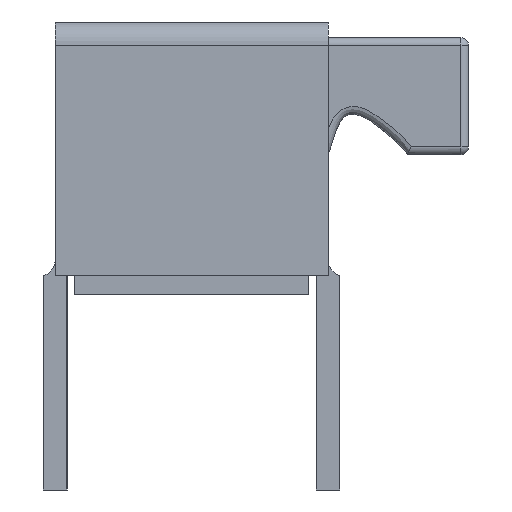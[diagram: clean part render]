
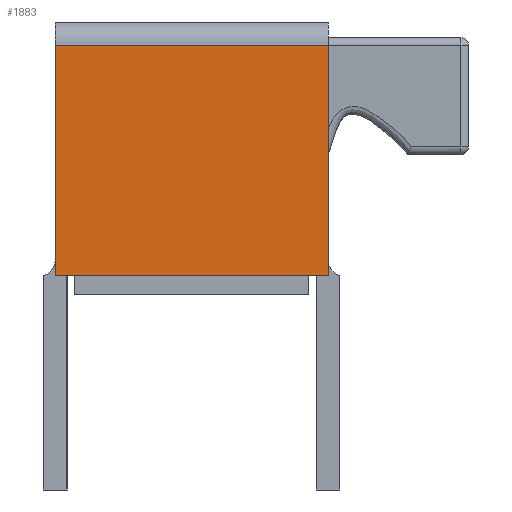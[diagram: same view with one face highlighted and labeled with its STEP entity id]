
A CAD part, left-side view. The second image highlights one B-rep face of the part: STEP entity #1883.
In plain terms, the highlighted planar face has unit normal (-1, 0, 0).
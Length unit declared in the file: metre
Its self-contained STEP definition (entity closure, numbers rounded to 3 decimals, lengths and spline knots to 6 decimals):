
#238=ORIENTED_EDGE('',*,*,#678,.F.);
#239=ORIENTED_EDGE('',*,*,#766,.T.);
#240=ORIENTED_EDGE('',*,*,#761,.T.);
#241=ORIENTED_EDGE('',*,*,#728,.T.);
#678=EDGE_CURVE('',#950,#951,#1126,.T.);
#728=EDGE_CURVE('',#992,#951,#1174,.T.);
#761=EDGE_CURVE('',#1019,#992,#1207,.T.);
#766=EDGE_CURVE('',#950,#1019,#1210,.F.);
#950=VERTEX_POINT('',#2964);
#951=VERTEX_POINT('',#2966);
#992=VERTEX_POINT('',#3058);
#1019=VERTEX_POINT('',#3120);
#1126=LINE('',#2965,#1355);
#1174=LINE('',#3057,#1403);
#1207=LINE('',#3119,#1436);
#1210=LINE('',#3128,#1439);
#1355=VECTOR('',#2416,1.);
#1403=VECTOR('',#2470,1.);
#1436=VECTOR('',#2507,1.);
#1439=VECTOR('',#2516,1.);
#1565=EDGE_LOOP('',(#238,#239,#240,#241));
#1668=FACE_BOUND('',#1565,.T.);
#1769=PLANE('',#2247);
#1883=ADVANCED_FACE('',(#1668),#1769,.F.);
#2247=AXIS2_PLACEMENT_3D('',#3127,#2514,#2515);
#2416=DIRECTION('',(0.,0.,-1.));
#2470=DIRECTION('',(0.,-1.,0.));
#2507=DIRECTION('',(0.,0.,-1.));
#2514=DIRECTION('',(1.,0.,0.));
#2515=DIRECTION('',(0.,0.,-1.));
#2516=DIRECTION('',(0.,-1.,0.));
#2964=CARTESIAN_POINT('',(-0.0075,-0.00175,0.00295));
#2965=CARTESIAN_POINT('',(-0.0075,-0.00175,0.00325));
#2966=CARTESIAN_POINT('',(-0.0075,-0.00175,0.));
#3057=CARTESIAN_POINT('',(-0.0075,0.,0.));
#3058=CARTESIAN_POINT('',(-0.0075,0.00175,0.));
#3119=CARTESIAN_POINT('',(-0.0075,0.00175,0.00325));
#3120=CARTESIAN_POINT('',(-0.0075,0.00175,0.00295));
#3127=CARTESIAN_POINT('',(-0.0075,0.,0.00325));
#3128=CARTESIAN_POINT('',(-0.0075,0.00175,0.00295));
